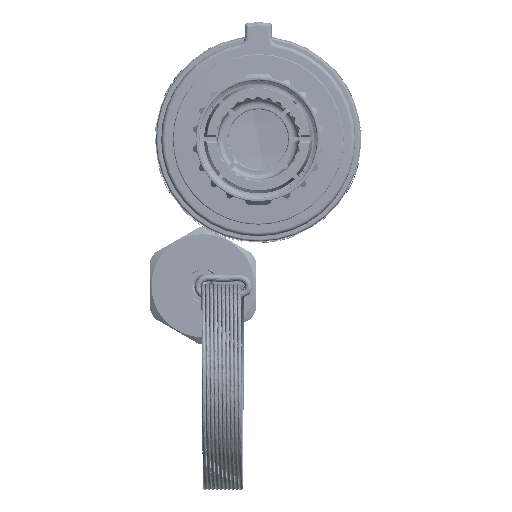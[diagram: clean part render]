
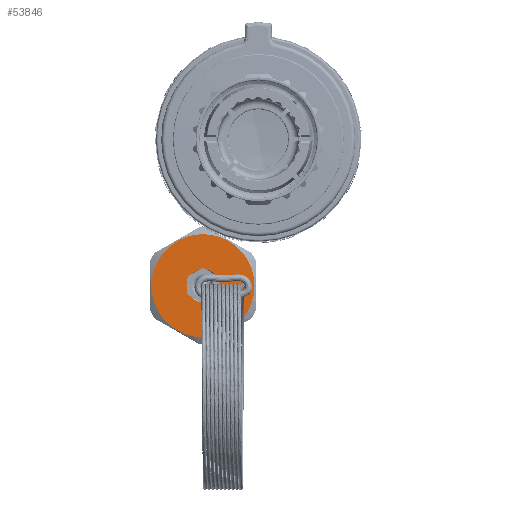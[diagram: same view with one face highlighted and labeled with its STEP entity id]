
A CAD part, front view. The second image highlights one B-rep face of the part: STEP entity #53846.
In plain terms, the highlighted planar face has unit normal (0, -1, 0).
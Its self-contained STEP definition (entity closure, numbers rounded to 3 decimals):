
#38372=CARTESIAN_POINT('',(-14.2,77.35,-37.626));
#38373=DIRECTION('',(0.,1.,0.));
#38374=DIRECTION('',(0.,0.,1.));
#38375=AXIS2_PLACEMENT_3D('',#38372,#38373,#38374);
#38377=CARTESIAN_POINT('',(-14.2,77.35,-37.626));
#38378=DIRECTION('',(0.,1.,0.));
#38379=DIRECTION('',(0.,0.,-1.));
#38380=AXIS2_PLACEMENT_3D('',#38377,#38378,#38379);
#38382=CARTESIAN_POINT('',(-14.2,77.35,-37.626));
#38383=DIRECTION('',(0.,-1.,0.));
#38384=DIRECTION('',(0.,0.,1.));
#38385=AXIS2_PLACEMENT_3D('',#38382,#38383,#38384);
#38387=CARTESIAN_POINT('',(-14.2,77.35,-37.626));
#38388=DIRECTION('',(0.,-1.,0.));
#38389=DIRECTION('',(0.,0.,-1.));
#38390=AXIS2_PLACEMENT_3D('',#38387,#38388,#38389);
#53493=CARTESIAN_POINT('',(-14.2,77.35,-24.376));
#53494=CARTESIAN_POINT('',(-14.2,77.35,-50.876));
#53495=VERTEX_POINT('',#53493);
#53496=VERTEX_POINT('',#53494);
#53501=CARTESIAN_POINT('',(-14.2,77.35,-33.376));
#53502=CARTESIAN_POINT('',(-14.2,77.35,-41.876));
#53503=VERTEX_POINT('',#53501);
#53504=VERTEX_POINT('',#53502);
#53831=CARTESIAN_POINT('',(-14.2,77.35,-37.626));
#53832=DIRECTION('',(0.,1.,0.));
#53833=DIRECTION('',(0.,0.,-1.));
#53834=AXIS2_PLACEMENT_3D('',#53831,#53832,#53833);
#53835=PLANE('',#53834);
#53836=ORIENTED_EDGE('',*,*,#53678,.T.);
#53837=ORIENTED_EDGE('',*,*,#53824,.T.);
#53838=EDGE_LOOP('',(#53836,#53837));
#53839=FACE_OUTER_BOUND('',#53838,.F.);
#53841=ORIENTED_EDGE('',*,*,#53840,.T.);
#53843=ORIENTED_EDGE('',*,*,#53842,.T.);
#53844=EDGE_LOOP('',(#53841,#53843));
#53845=FACE_BOUND('',#53844,.F.);
#53846=ADVANCED_FACE('',(#53839,#53845),#53835,.F.);
#38376=CIRCLE('',#38375,13.25);
#38381=CIRCLE('',#38380,13.25);
#38386=CIRCLE('',#38385,4.25);
#38391=CIRCLE('',#38390,4.25);
#53678=EDGE_CURVE('',#53495,#53496,#38376,.T.);
#53824=EDGE_CURVE('',#53496,#53495,#38381,.T.);
#53840=EDGE_CURVE('',#53503,#53504,#38386,.T.);
#53842=EDGE_CURVE('',#53504,#53503,#38391,.T.);
